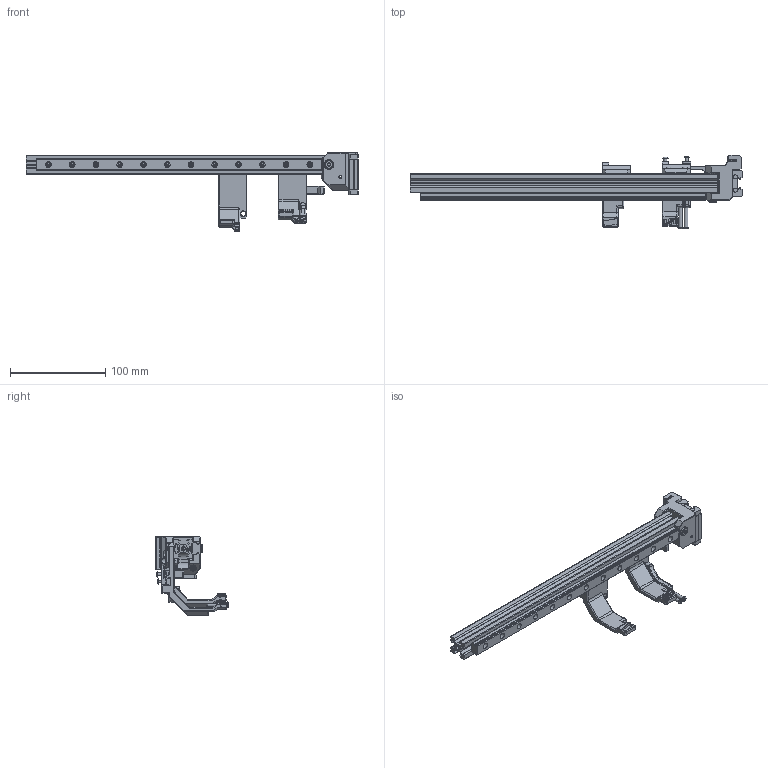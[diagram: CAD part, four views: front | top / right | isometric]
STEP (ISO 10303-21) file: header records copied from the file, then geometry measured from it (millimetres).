
FILE_DESCRIPTION(/* description */ ('','CAx-IF Rec.Pracs.---Representation and Presentation of Product Manufacturing Information (PMI)---4.0---2014-10-13'),/* implementation_level */ '2;1');
FILE_NAME(/* name */ 'Brush Purge Dock.step',/* time_stamp */ '2025-01-27T12:33:03Z',/* author */ (''),/* organization */ (''),/* preprocessor_version */ 'ST-DEVELOPER v20',/* originating_system */ 'Autodesk Translation Framework v13.20.0.188',/* authorisation */ '');
FILE_SCHEMA (('AP242_MANAGED_MODEL_BASED_3D_ENGINEERING_MIM_LF { 1 0 10303 442 1 1 4 }'));
Length unit declared in the file: millimetre
Products named in the file (9): Purge Bucket; Wipe Purge; Component7; slide; M3 12mm Button Screw; Screw Button Head M3 30mm; M3 10mm Button Screw; HW1665NC; Brush
Assembly tree (12 placements, depth 4):
  Purge Bucket
    Wipe Purge
      Component7
      slide
        M3 12mm Button Screw
      M3 10mm Button Screw  x3
      Screw Button Head M3 30mm  x2
      HW1665NC  x2
      Brush
Bounding box: 349.23 x 77.42 x 82.22 mm (x, y, z)
Volume: 158089.8 mm3; surface area: 109582.8 mm2
Topology: 23 solids, 23 shells, 1603 faces, 4139 edges, 2638 vertices
Faces by surface type: plane 904, cylinder 470, cone 133, bspline 38, torus 32, sphere 26
Full cylindrical faces by diameter (mm): 2.3 x1, 2.459 x8, 2.529 x2, 2.9 x1, 3 x13, 3.1 x3, 3.3 x7, 3.5 x12, 3.502 x1, 3.605 x1, 4 x2, 4.2 x5, 4.901 x12, 5 x11, 5.1 x4, 5.3 x2, 5.7 x6, 5.8 x2, 6 x12, 7 x1, 8.5 x1, 9.5 x1
Entity records: 49837 total; most frequent: CARTESIAN_POINT 13145, ORIENTED_EDGE 7676, DIRECTION 7390, EDGE_CURVE 3838, LINE 2596, VECTOR 2596, VERTEX_POINT 2469, AXIS2_PLACEMENT_3D 2397
